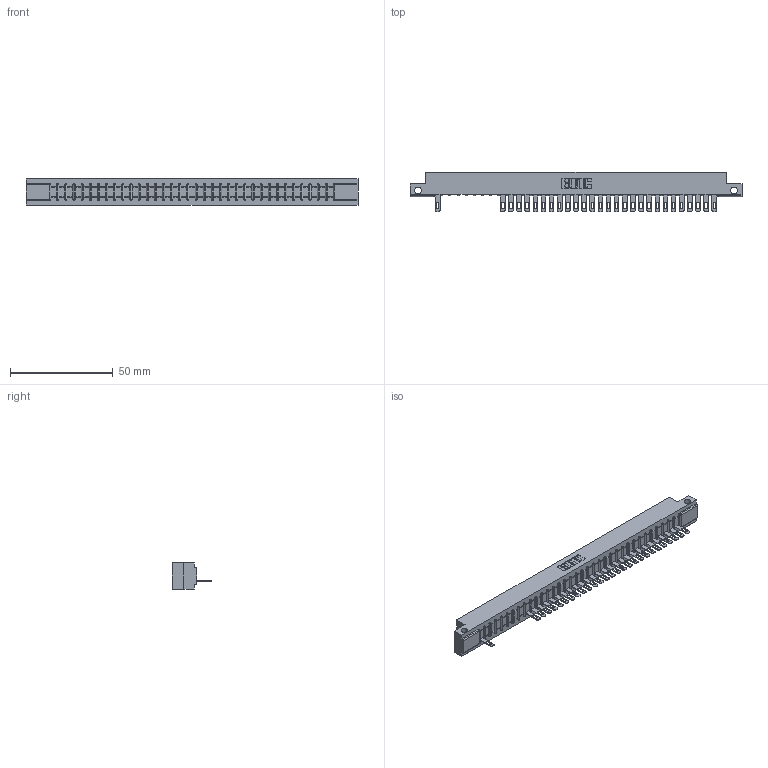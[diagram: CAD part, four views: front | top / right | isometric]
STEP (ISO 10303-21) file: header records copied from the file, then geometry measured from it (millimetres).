
FILE_DESCRIPTION (( 'STEP AP203' ), '1' );
FILE_NAME ('307-035-505-112.STEP', '2018-08-05T06:52:29', ( '' ), ( '' ), 'SwSTEP 2.0', 'SolidWorks 2016', '' );
FILE_SCHEMA (( 'CONFIG_CONTROL_DESIGN' ));
Length unit declared in the file: inch
Products named in the file (3): 307 Part_.128 Dia Side Mounting Holes; 307-290-001_505; 307-035-505-112
Assembly tree (29 placements, depth 2):
  307-035-505-112
    307 Part_.128 Dia Side Mounting Holes
    307-290-001_505  x28
Bounding box: 161.7 x 19.18 x 12.7 mm (x, y, z)
Volume: 16540.5 mm3; surface area: 16966.2 mm2
Topology: 29 solids, 29 shells, 1862 faces, 5307 edges, 3402 vertices
Faces by surface type: plane 1162, cylinder 628, sphere 72
Entity records: 30620 total; most frequent: CARTESIAN_POINT 5185, ORIENTED_EDGE 5178, DIRECTION 5041, EDGE_CURVE 2589, LINE 1981, VECTOR 1981, VERTEX_POINT 1674, AXIS2_PLACEMENT_3D 1530
